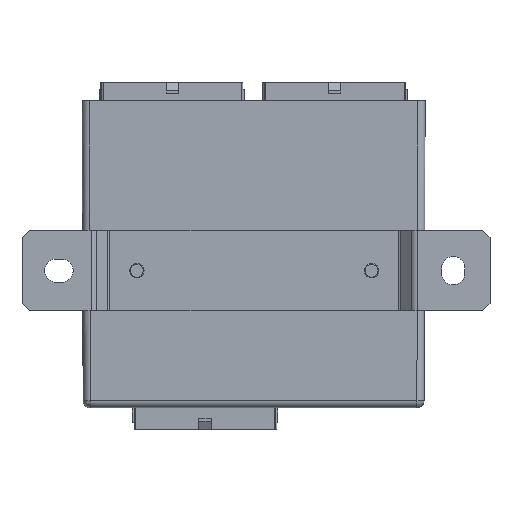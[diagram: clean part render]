
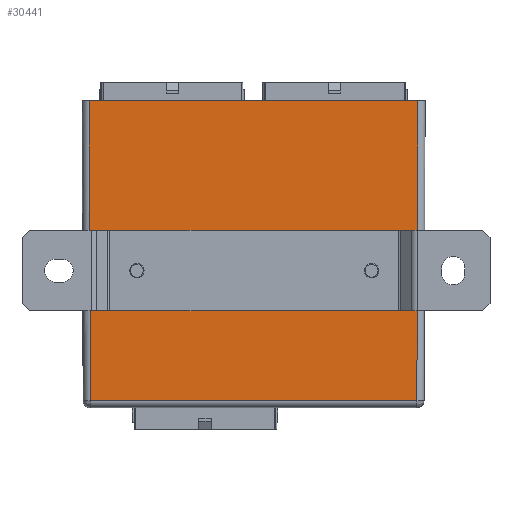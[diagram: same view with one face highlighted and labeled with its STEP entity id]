
A CAD part, front view. The second image highlights one B-rep face of the part: STEP entity #30441.
In plain terms, the highlighted planar face has unit normal (0, -1, -0.004).
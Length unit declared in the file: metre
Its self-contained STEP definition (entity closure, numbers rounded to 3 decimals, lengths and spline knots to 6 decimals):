
#305 = DIRECTION ( 'NONE',  ( 0., 0.003, -1. ) ) ;
#642 = VERTEX_POINT ( 'NONE', #17989 ) ;
#968 = DIRECTION ( 'NONE',  ( -1., 0., 0. ) ) ;
#3572 = DIRECTION ( 'NONE',  ( 0., 0.003, -1. ) ) ;
#3825 = VERTEX_POINT ( 'NONE', #35099 ) ;
#6336 = DIRECTION ( 'NONE',  ( 0.003, -0.003, 1. ) ) ;
#7170 = DIRECTION ( 'NONE',  ( 0., 1., 0.003 ) ) ;
#7693 = AXIS2_PLACEMENT_3D ( 'NONE', #59074, #29713, #305 ) ;
#11352 = CARTESIAN_POINT ( 'NONE',  ( -0.046134, -0.01323, -0.047 ) ) ;
#11448 = DIRECTION ( 'NONE',  ( -0.003, -0.003, 1. ) ) ;
#11531 = LINE ( 'NONE', #25428, #37723 ) ;
#11687 = EDGE_CURVE ( 'NONE', #642, #25508, #12789, .T. ) ;
#11759 = AXIS2_PLACEMENT_3D ( 'NONE', #36663, #7170, #41590 ) ;
#12366 = EDGE_LOOP ( 'NONE', ( #35120, #61265 ) ) ;
#12789 = CIRCLE ( 'NONE', #45056, 0.0016 ) ;
#13332 = AXIS2_PLACEMENT_3D ( 'NONE', #26510, #60835, #31487 ) ;
#15544 = EDGE_LOOP ( 'NONE', ( #54553, #62866 ) ) ;
#16319 = DIRECTION ( 'NONE',  ( 0., 0.003, -1. ) ) ;
#17132 = EDGE_CURVE ( 'NONE', #39822, #47241, #39189, .T. ) ;
#17191 = CARTESIAN_POINT ( 'NONE',  ( -0.059009, -0.013105, -0.083007 ) ) ;
#17947 = VECTOR ( 'NONE', #6336, 1. ) ;
#17989 = CARTESIAN_POINT ( 'NONE',  ( -0.046134, -0.013236, -0.0454 ) ) ;
#20628 = EDGE_CURVE ( 'NONE', #37404, #32464, #55540, .T. ) ;
#20793 = DIRECTION ( 'NONE',  ( 1., 0., 0. ) ) ;
#21862 = AXIS2_PLACEMENT_3D ( 'NONE', #62350, #33034, #3572 ) ;
#21878 = ORIENTED_EDGE ( 'NONE', *, *, #40232, .T. ) ;
#25428 = CARTESIAN_POINT ( 'NONE',  ( -0.061298, -0.013394, 0. ) ) ;
#25508 = VERTEX_POINT ( 'NONE', #51143 ) ;
#26313 = PLANE ( 'NONE',  #13332 ) ;
#26510 = CARTESIAN_POINT ( 'NONE',  ( -0.061298, -0.013394, 0. ) ) ;
#27906 = EDGE_CURVE ( 'NONE', #25508, #642, #47621, .T. ) ;
#29713 = DIRECTION ( 'NONE',  ( 0., 1., 0.003 ) ) ;
#30441 = ADVANCED_FACE ( 'NONE', ( #47026, #55448, #43979 ), #26313, .T. ) ;
#30671 = CARTESIAN_POINT ( 'NONE',  ( -0.061298, -0.013105, -0.083007 ) ) ;
#31487 = DIRECTION ( 'NONE',  ( 0., 0.003, -1. ) ) ;
#32464 = VERTEX_POINT ( 'NONE', #55659 ) ;
#33034 = DIRECTION ( 'NONE',  ( 0., 1., 0.003 ) ) ;
#35099 = CARTESIAN_POINT ( 'NONE',  ( 0.018866, -0.013236, -0.0454 ) ) ;
#35120 = ORIENTED_EDGE ( 'NONE', *, *, #42779, .T. ) ;
#35356 = VECTOR ( 'NONE', #20793, 1. ) ;
#35808 = CARTESIAN_POINT ( 'NONE',  ( 0.031412, -0.013105, -0.083007 ) ) ;
#36663 = CARTESIAN_POINT ( 'NONE',  ( 0.018866, -0.01323, -0.047 ) ) ;
#37404 = VERTEX_POINT ( 'NONE', #60327 ) ;
#37723 = VECTOR ( 'NONE', #968, 1. ) ;
#39189 = LINE ( 'NONE', #50745, #63643 ) ;
#39474 = CARTESIAN_POINT ( 'NONE',  ( -0.059298, -0.013394, 0. ) ) ;
#39822 = VERTEX_POINT ( 'NONE', #17191 ) ;
#40232 = EDGE_CURVE ( 'NONE', #39822, #37404, #61368, .T. ) ;
#40415 = EDGE_CURVE ( 'NONE', #3825, #57479, #59067, .T. ) ;
#41590 = DIRECTION ( 'NONE',  ( 0., 0.003, -1. ) ) ;
#42779 = EDGE_CURVE ( 'NONE', #57479, #3825, #61726, .T. ) ;
#43979 = FACE_BOUND ( 'NONE', #12366, .T. ) ;
#45056 = AXIS2_PLACEMENT_3D ( 'NONE', #11352, #45732, #16319 ) ;
#45732 = DIRECTION ( 'NONE',  ( 0., 1., 0.003 ) ) ;
#47026 = FACE_OUTER_BOUND ( 'NONE', #55422, .T. ) ;
#47241 = VERTEX_POINT ( 'NONE', #39474 ) ;
#47621 = CIRCLE ( 'NONE', #21862, 0.0016 ) ;
#50745 = CARTESIAN_POINT ( 'NONE',  ( -0.059298, -0.013394, 0.000007 ) ) ;
#51143 = CARTESIAN_POINT ( 'NONE',  ( -0.046134, -0.013225, -0.0486 ) ) ;
#52381 = EDGE_CURVE ( 'NONE', #32464, #47241, #11531, .T. ) ;
#54553 = ORIENTED_EDGE ( 'NONE', *, *, #27906, .T. ) ;
#54717 = ORIENTED_EDGE ( 'NONE', *, *, #52381, .T. ) ;
#55422 = EDGE_LOOP ( 'NONE', ( #21878, #55530, #54717, #62887 ) ) ;
#55448 = FACE_BOUND ( 'NONE', #15544, .T. ) ;
#55530 = ORIENTED_EDGE ( 'NONE', *, *, #20628, .T. ) ;
#55540 = LINE ( 'NONE', #35808, #17947 ) ;
#55659 = CARTESIAN_POINT ( 'NONE',  ( 0.031702, -0.013394, 0. ) ) ;
#56300 = CARTESIAN_POINT ( 'NONE',  ( 0.018866, -0.013225, -0.0486 ) ) ;
#57479 = VERTEX_POINT ( 'NONE', #56300 ) ;
#59067 = CIRCLE ( 'NONE', #11759, 0.0016 ) ;
#59074 = CARTESIAN_POINT ( 'NONE',  ( 0.018866, -0.01323, -0.047 ) ) ;
#60327 = CARTESIAN_POINT ( 'NONE',  ( 0.031412, -0.013105, -0.083007 ) ) ;
#60835 = DIRECTION ( 'NONE',  ( 0., -1., -0.003 ) ) ;
#61265 = ORIENTED_EDGE ( 'NONE', *, *, #40415, .T. ) ;
#61368 = LINE ( 'NONE', #30671, #35356 ) ;
#61726 = CIRCLE ( 'NONE', #7693, 0.0016 ) ;
#62350 = CARTESIAN_POINT ( 'NONE',  ( -0.046134, -0.01323, -0.047 ) ) ;
#62866 = ORIENTED_EDGE ( 'NONE', *, *, #11687, .T. ) ;
#62887 = ORIENTED_EDGE ( 'NONE', *, *, #17132, .F. ) ;
#63643 = VECTOR ( 'NONE', #11448, 1. ) ;
